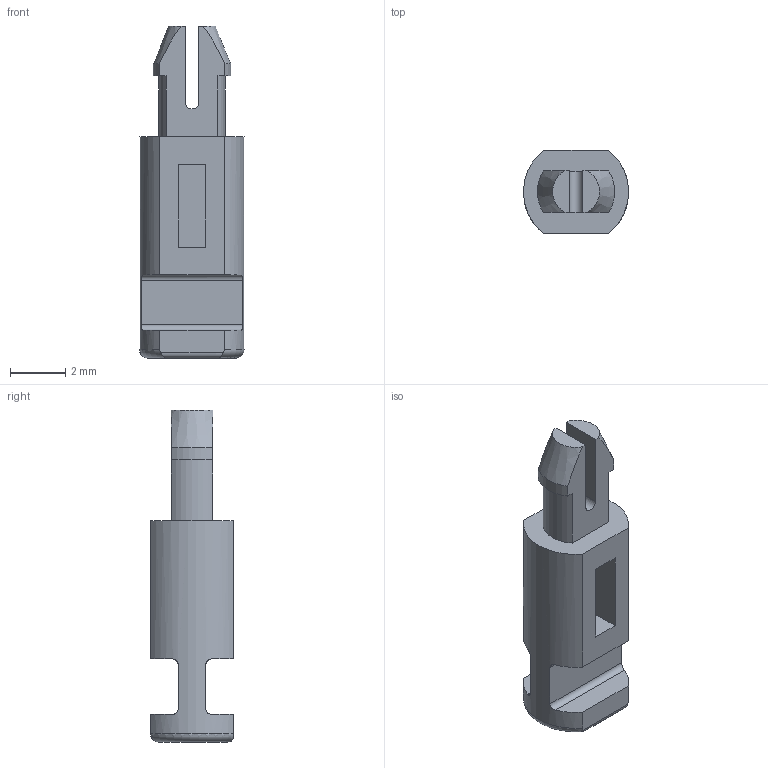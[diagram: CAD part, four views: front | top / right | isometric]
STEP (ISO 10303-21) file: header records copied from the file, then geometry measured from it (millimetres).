
FILE_DESCRIPTION(('Creo Elements/Direct Modeling STEP Export'),'2;1');
FILE_NAME('0lndqdl4rumlm3u4796','2019-07-29T13:22:48',(''),(''),'Creo Elements/Direct Modeling STEP processor for AP214 (Solid Model)','Creo Elements/Direct Modeling 20.1B 02-Apr-2019 (C) Parametric Technology GmbH','');
FILE_SCHEMA(('AUTOMOTIVE_DESIGN { 1 0 10303 214 1 1 1 1 }'));
Length unit declared in the file: millimetre
Products named in the file (2): CR_CDS
Assembly tree (1 placements, depth 2):
  CR_CDS
    CR_CDS
Bounding box: 3.79 x 3 x 12 mm (x, y, z)
Volume: 73 mm3; surface area: 167.7 mm2
Topology: 1 solids, 1 shells, 47 faces, 124 edges, 82 vertices
Faces by surface type: plane 30, cylinder 13, torus 2, cone 2
Entity records: 2565 total; most frequent: CARTESIAN_POINT 993, ORIENTED_EDGE 248, DIRECTION 218, EDGE_CURVE 124, VERTEX_POINT 82, VECTOR 80, LINE 80, AXIS2_PLACEMENT_3D 69
